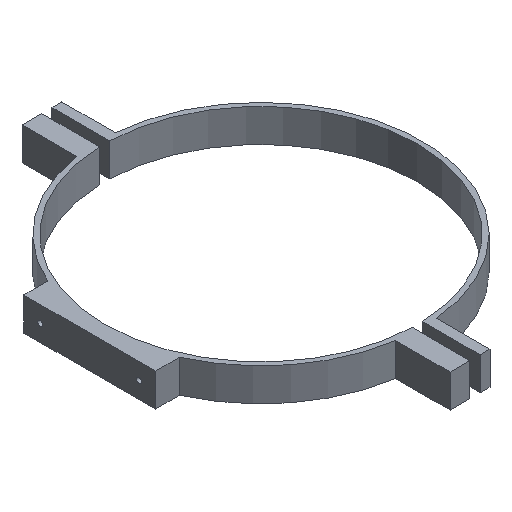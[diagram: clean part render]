
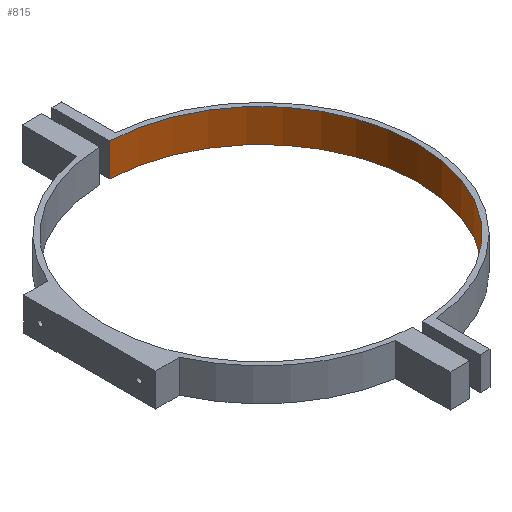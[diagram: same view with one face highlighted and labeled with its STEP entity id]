
A CAD part, isometric view. The second image highlights one B-rep face of the part: STEP entity #815.
In plain terms, the highlighted cylindrical face has radius 47.5 mm (diameter 95 mm), a partial arc.
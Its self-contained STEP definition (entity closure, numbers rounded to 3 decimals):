
#768 = EDGE_CURVE('',#769,#771,#773,.T.);
#769 = VERTEX_POINT('',#770);
#770 = CARTESIAN_POINT('',(-1.55,47.475,0.));
#771 = VERTEX_POINT('',#772);
#772 = CARTESIAN_POINT('',(-1.55,47.475,10.));
#773 = LINE('',#774,#775);
#774 = CARTESIAN_POINT('',(-1.55,47.475,0.));
#775 = VECTOR('',#776,1.);
#776 = DIRECTION('',(0.,0.,1.));
#815 = ADVANCED_FACE('',(#816),#843,.F.);
#816 = FACE_BOUND('',#817,.T.);
#817 = EDGE_LOOP('',(#818,#819,#828,#836));
#818 = ORIENTED_EDGE('',*,*,#768,.T.);
#819 = ORIENTED_EDGE('',*,*,#820,.T.);
#820 = EDGE_CURVE('',#771,#821,#823,.T.);
#821 = VERTEX_POINT('',#822);
#822 = CARTESIAN_POINT('',(-1.55,-47.475,10.));
#823 = CIRCLE('',#824,47.5);
#824 = AXIS2_PLACEMENT_3D('',#825,#826,#827);
#825 = CARTESIAN_POINT('',(0.,0.,10.));
#826 = DIRECTION('',(0.,0.,1.));
#827 = DIRECTION('',(1.,0.,0.));
#828 = ORIENTED_EDGE('',*,*,#829,.F.);
#829 = EDGE_CURVE('',#830,#821,#832,.T.);
#830 = VERTEX_POINT('',#831);
#831 = CARTESIAN_POINT('',(-1.55,-47.475,0.));
#832 = LINE('',#833,#834);
#833 = CARTESIAN_POINT('',(-1.55,-47.475,0.));
#834 = VECTOR('',#835,1.);
#835 = DIRECTION('',(0.,0.,1.));
#836 = ORIENTED_EDGE('',*,*,#837,.F.);
#837 = EDGE_CURVE('',#769,#830,#838,.T.);
#838 = CIRCLE('',#839,47.5);
#839 = AXIS2_PLACEMENT_3D('',#840,#841,#842);
#840 = CARTESIAN_POINT('',(0.,0.,0.));
#841 = DIRECTION('',(0.,0.,1.));
#842 = DIRECTION('',(1.,0.,0.));
#843 = CYLINDRICAL_SURFACE('',#844,47.5);
#844 = AXIS2_PLACEMENT_3D('',#845,#846,#847);
#845 = CARTESIAN_POINT('',(0.,0.,0.));
#846 = DIRECTION('',(-0.,-0.,-1.));
#847 = DIRECTION('',(1.,0.,0.));
